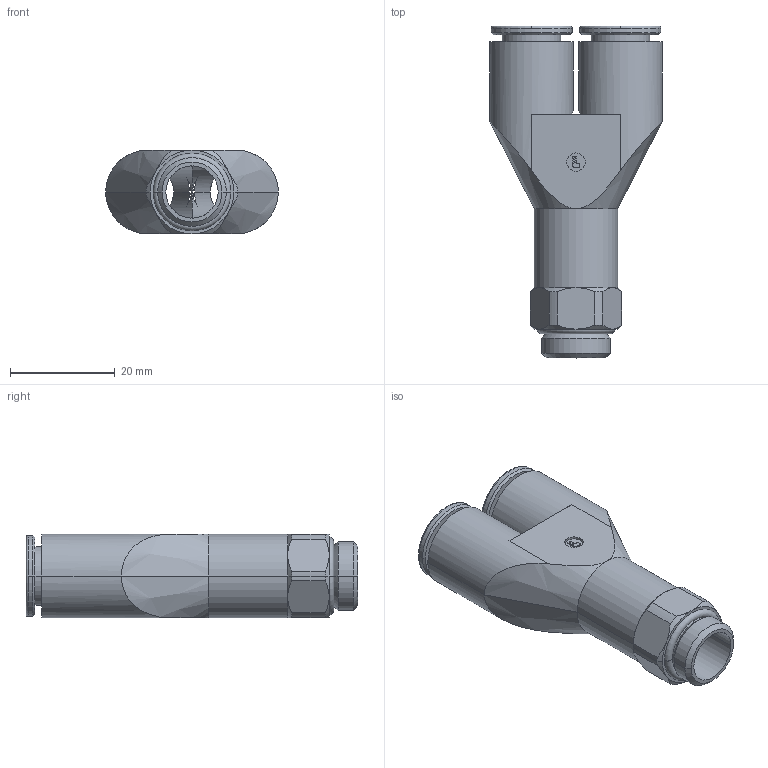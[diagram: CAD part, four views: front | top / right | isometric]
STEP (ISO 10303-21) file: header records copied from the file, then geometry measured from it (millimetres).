
FILE_DESCRIPTION(('STEP AP214'),'1');
FILE_NAME('3158_10_13.stp','2016-07-07T14:20:53',('TraceParts'),('TraceParts S.A.'),'Spatial InterOp 3D',' ',' ');
FILE_SCHEMA(('automotive_design'));
Length unit declared in the file: millimetre
Products named in the file (1): 1
Bounding box: 33 x 63.5 x 16 mm (x, y, z)
Volume: 11322.8 mm3; surface area: 8042.9 mm2
Topology: 1 solids, 1 shells, 118 faces, 298 edges, 186 vertices
Faces by surface type: cylinder 46, plane 38, cone 28, torus 6
Entity records: 3956 total; most frequent: CARTESIAN_POINT 1059, DIRECTION 651, ORIENTED_EDGE 596, EDGE_CURVE 298, AXIS2_PLACEMENT_3D 270, VERTEX_POINT 186, EDGE_LOOP 130, CIRCLE 121
